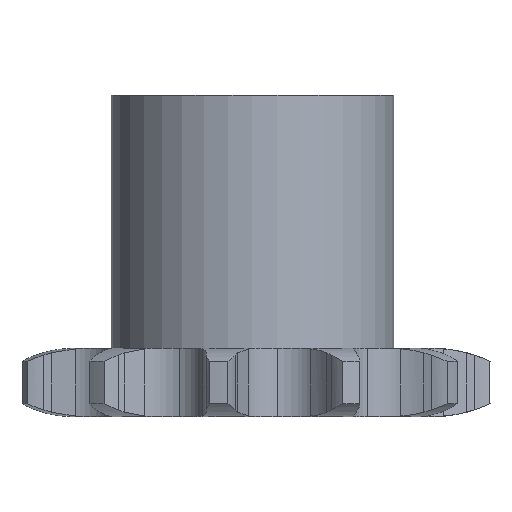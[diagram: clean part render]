
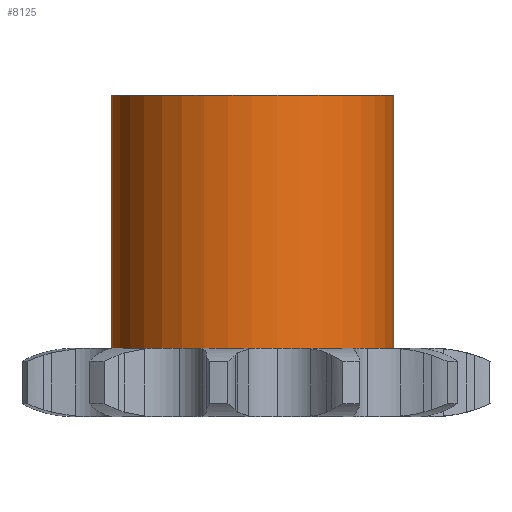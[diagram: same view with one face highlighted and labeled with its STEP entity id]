
A CAD part, left-side view. The second image highlights one B-rep face of the part: STEP entity #8125.
In plain terms, the highlighted cylindrical face has radius 11 mm (diameter 22 mm), a full revolution.
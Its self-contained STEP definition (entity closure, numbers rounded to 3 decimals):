
#452 = PLANE('',#453);
#453 = AXIS2_PLACEMENT_3D('',#454,#455,#456);
#454 = CARTESIAN_POINT('',(0.,0.,5.3));
#455 = DIRECTION('',(-0.,-0.,-1.));
#456 = DIRECTION('',(-1.,0.,0.));
#2017 = EDGE_CURVE('',#2018,#2018,#2020,.T.);
#2018 = VERTEX_POINT('',#2019);
#2019 = CARTESIAN_POINT('',(11.,0.,5.3));
#2020 = SURFACE_CURVE('',#2021,(#2026,#2033),.PCURVE_S1.);
#2021 = CIRCLE('',#2022,11.);
#2022 = AXIS2_PLACEMENT_3D('',#2023,#2024,#2025);
#2023 = CARTESIAN_POINT('',(0.,0.,5.3));
#2024 = DIRECTION('',(0.,0.,-1.));
#2025 = DIRECTION('',(1.,0.,0.));
#2026 = PCURVE('',#452,#2027);
#2027 = DEFINITIONAL_REPRESENTATION('',(#2028),#2032);
#2028 = CIRCLE('',#2029,11.);
#2029 = AXIS2_PLACEMENT_2D('',#2030,#2031);
#2030 = CARTESIAN_POINT('',(0.,0.));
#2031 = DIRECTION('',(-1.,0.));
#2032 = ( GEOMETRIC_REPRESENTATION_CONTEXT(2) 
PARAMETRIC_REPRESENTATION_CONTEXT() REPRESENTATION_CONTEXT('2D SPACE',''
  ) );
#2033 = PCURVE('',#2034,#2039);
#2034 = CYLINDRICAL_SURFACE('',#2035,11.);
#2035 = AXIS2_PLACEMENT_3D('',#2036,#2037,#2038);
#2036 = CARTESIAN_POINT('',(0.,0.,0.));
#2037 = DIRECTION('',(-0.,-0.,-1.));
#2038 = DIRECTION('',(1.,0.,0.));
#2039 = DEFINITIONAL_REPRESENTATION('',(#2040),#2044);
#2040 = LINE('',#2041,#2042);
#2041 = CARTESIAN_POINT('',(-6.283,-5.3));
#2042 = VECTOR('',#2043,1.);
#2043 = DIRECTION('',(1.,-0.));
#2044 = ( GEOMETRIC_REPRESENTATION_CONTEXT(2) 
PARAMETRIC_REPRESENTATION_CONTEXT() REPRESENTATION_CONTEXT('2D SPACE',''
  ) );
#8125 = ADVANCED_FACE('',(#8126),#2034,.T.);
#8126 = FACE_BOUND('',#8127,.F.);
#8127 = EDGE_LOOP('',(#8128,#8129,#8152,#8179));
#8128 = ORIENTED_EDGE('',*,*,#2017,.T.);
#8129 = ORIENTED_EDGE('',*,*,#8130,.T.);
#8130 = EDGE_CURVE('',#2018,#8131,#8133,.T.);
#8131 = VERTEX_POINT('',#8132);
#8132 = CARTESIAN_POINT('',(11.,0.,25.));
#8133 = SEAM_CURVE('',#8134,(#8138,#8145),.PCURVE_S1.);
#8134 = LINE('',#8135,#8136);
#8135 = CARTESIAN_POINT('',(11.,0.,0.));
#8136 = VECTOR('',#8137,1.);
#8137 = DIRECTION('',(0.,0.,1.));
#8138 = PCURVE('',#2034,#8139);
#8139 = DEFINITIONAL_REPRESENTATION('',(#8140),#8144);
#8140 = LINE('',#8141,#8142);
#8141 = CARTESIAN_POINT('',(-6.283,0.));
#8142 = VECTOR('',#8143,1.);
#8143 = DIRECTION('',(-0.,-1.));
#8144 = ( GEOMETRIC_REPRESENTATION_CONTEXT(2) 
PARAMETRIC_REPRESENTATION_CONTEXT() REPRESENTATION_CONTEXT('2D SPACE',''
  ) );
#8145 = PCURVE('',#2034,#8146);
#8146 = DEFINITIONAL_REPRESENTATION('',(#8147),#8151);
#8147 = LINE('',#8148,#8149);
#8148 = CARTESIAN_POINT('',(-0.,0.));
#8149 = VECTOR('',#8150,1.);
#8150 = DIRECTION('',(-0.,-1.));
#8151 = ( GEOMETRIC_REPRESENTATION_CONTEXT(2) 
PARAMETRIC_REPRESENTATION_CONTEXT() REPRESENTATION_CONTEXT('2D SPACE',''
  ) );
#8152 = ORIENTED_EDGE('',*,*,#8153,.T.);
#8153 = EDGE_CURVE('',#8131,#8131,#8154,.T.);
#8154 = SURFACE_CURVE('',#8155,(#8160,#8167),.PCURVE_S1.);
#8155 = CIRCLE('',#8156,11.);
#8156 = AXIS2_PLACEMENT_3D('',#8157,#8158,#8159);
#8157 = CARTESIAN_POINT('',(0.,0.,25.));
#8158 = DIRECTION('',(0.,0.,1.));
#8159 = DIRECTION('',(1.,0.,0.));
#8160 = PCURVE('',#2034,#8161);
#8161 = DEFINITIONAL_REPRESENTATION('',(#8162),#8166);
#8162 = LINE('',#8163,#8164);
#8163 = CARTESIAN_POINT('',(-0.,-25.));
#8164 = VECTOR('',#8165,1.);
#8165 = DIRECTION('',(-1.,0.));
#8166 = ( GEOMETRIC_REPRESENTATION_CONTEXT(2) 
PARAMETRIC_REPRESENTATION_CONTEXT() REPRESENTATION_CONTEXT('2D SPACE',''
  ) );
#8167 = PCURVE('',#8168,#8173);
#8168 = PLANE('',#8169);
#8169 = AXIS2_PLACEMENT_3D('',#8170,#8171,#8172);
#8170 = CARTESIAN_POINT('',(0.,0.,25.)
  );
#8171 = DIRECTION('',(0.,0.,1.));
#8172 = DIRECTION('',(1.,0.,0.));
#8173 = DEFINITIONAL_REPRESENTATION('',(#8174),#8178);
#8174 = CIRCLE('',#8175,11.);
#8175 = AXIS2_PLACEMENT_2D('',#8176,#8177);
#8176 = CARTESIAN_POINT('',(0.,0.));
#8177 = DIRECTION('',(1.,0.));
#8178 = ( GEOMETRIC_REPRESENTATION_CONTEXT(2) 
PARAMETRIC_REPRESENTATION_CONTEXT() REPRESENTATION_CONTEXT('2D SPACE',''
  ) );
#8179 = ORIENTED_EDGE('',*,*,#8130,.F.);
